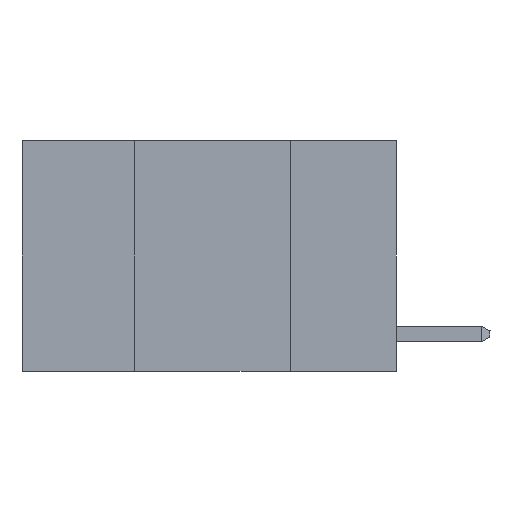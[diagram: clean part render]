
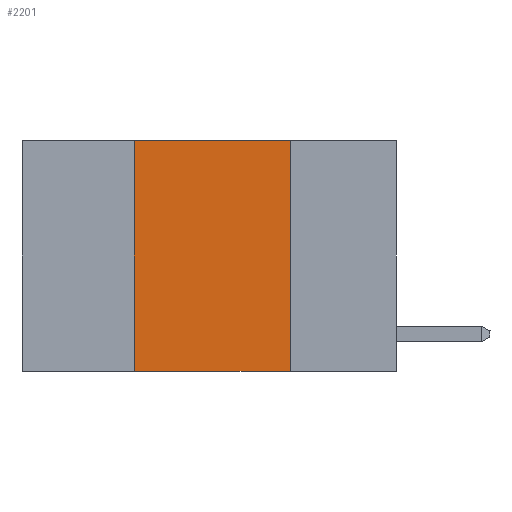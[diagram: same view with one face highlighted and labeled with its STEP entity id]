
A CAD part, left-side view. The second image highlights one B-rep face of the part: STEP entity #2201.
In plain terms, the highlighted planar face has unit normal (-1, 0, 0).
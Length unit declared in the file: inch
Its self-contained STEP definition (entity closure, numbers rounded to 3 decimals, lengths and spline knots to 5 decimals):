
#13 = CARTESIAN_POINT ( 'NONE',  ( 0., 0.6, -0.37 ) ) ;
#956 = LINE ( 'NONE', #13, #9647 ) ;
#1070 = VERTEX_POINT ( 'NONE', #6209 ) ;
#1262 = DIRECTION ( 'NONE',  ( 0., -1., 0. ) ) ;
#1369 = VERTEX_POINT ( 'NONE', #9344 ) ;
#2068 = VERTEX_POINT ( 'NONE', #9759 ) ;
#2201 = ADVANCED_FACE ( 'NONE', ( #9104 ), #3854, .F. ) ;
#3854 = PLANE ( 'NONE',  #5174 ) ;
#5174 = AXIS2_PLACEMENT_3D ( 'NONE', #6287, #14749, #7565 ) ;
#5456 = EDGE_CURVE ( 'NONE', #12366, #1369, #956, .T. ) ;
#5566 = LINE ( 'NONE', #11908, #11710 ) ;
#5588 = VECTOR ( 'NONE', #7105, 39.37008 ) ;
#5939 = EDGE_CURVE ( 'NONE', #2068, #1369, #5566, .T. ) ;
#6209 = CARTESIAN_POINT ( 'NONE',  ( 0., 0.42, 0. ) ) ;
#6237 = CARTESIAN_POINT ( 'NONE',  ( 0., 0.42, -0.37 ) ) ;
#6287 = CARTESIAN_POINT ( 'NONE',  ( 0., 0.6, 0. ) ) ;
#6485 = CARTESIAN_POINT ( 'NONE',  ( 0., 0.6, 0. ) ) ;
#6729 = VECTOR ( 'NONE', #10219, 39.37008 ) ;
#7105 = DIRECTION ( 'NONE',  ( 0., 0., 1. ) ) ;
#7565 = DIRECTION ( 'NONE',  ( 0., 0., -1. ) ) ;
#7857 = ORIENTED_EDGE ( 'NONE', *, *, #5939, .F. ) ;
#8235 = CARTESIAN_POINT ( 'NONE',  ( 0., 0.42, 0. ) ) ;
#9104 = FACE_OUTER_BOUND ( 'NONE', #14717, .T. ) ;
#9344 = CARTESIAN_POINT ( 'NONE',  ( 0., 0.17, -0.37 ) ) ;
#9647 = VECTOR ( 'NONE', #1262, 39.37008 ) ;
#9759 = CARTESIAN_POINT ( 'NONE',  ( 0., 0.17, 0. ) ) ;
#10035 = LINE ( 'NONE', #6485, #6729 ) ;
#10219 = DIRECTION ( 'NONE',  ( 0., -1., 0. ) ) ;
#11710 = VECTOR ( 'NONE', #13114, 39.37008 ) ;
#11823 = ORIENTED_EDGE ( 'NONE', *, *, #13983, .F. ) ;
#11908 = CARTESIAN_POINT ( 'NONE',  ( 0., 0.17, 0. ) ) ;
#12366 = VERTEX_POINT ( 'NONE', #6237 ) ;
#13114 = DIRECTION ( 'NONE',  ( 0., 0., -1. ) ) ;
#13983 = EDGE_CURVE ( 'NONE', #12366, #1070, #14871, .T. ) ;
#14404 = EDGE_CURVE ( 'NONE', #1070, #2068, #10035, .T. ) ;
#14605 = ORIENTED_EDGE ( 'NONE', *, *, #14404, .F. ) ;
#14717 = EDGE_LOOP ( 'NONE', ( #7857, #14605, #11823, #14978 ) ) ;
#14749 = DIRECTION ( 'NONE',  ( 1., 0., 0. ) ) ;
#14871 = LINE ( 'NONE', #8235, #5588 ) ;
#14978 = ORIENTED_EDGE ( 'NONE', *, *, #5456, .T. ) ;
